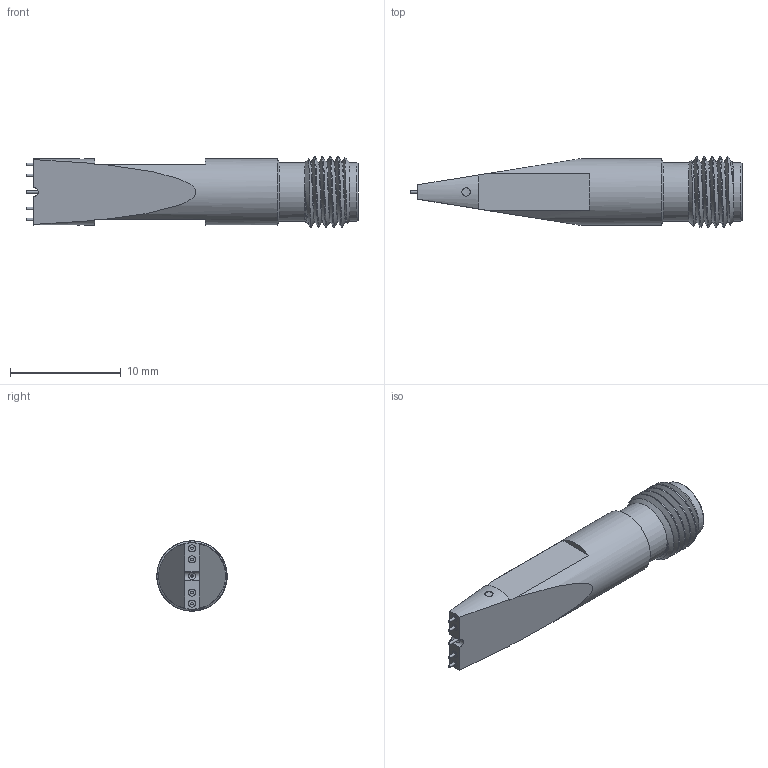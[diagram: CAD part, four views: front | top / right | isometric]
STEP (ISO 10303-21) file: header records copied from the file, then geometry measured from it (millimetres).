
FILE_DESCRIPTION (( 'STEP AP203' ), '1' );
FILE_NAME ('PE2PB1001_3D.step', '2020-09-29T15:14:43', ( '' ), ( '' ), 'SwSTEP 2.0', 'SolidWorks 2018', '' );
FILE_SCHEMA (( 'CONFIG_CONTROL_DESIGN' ));
Length unit declared in the file: inch
Products named in the file (1): PE2PB1001_3D
Bounding box: 30 x 6.35 x 6.35 mm (x, y, z)
Volume: 588.5 mm3; surface area: 703.3 mm2
Topology: 1 solids, 1 shells, 72 faces, 168 edges, 113 vertices
Faces by surface type: plane 39, cylinder 19, cone 9, bspline 5
Full cylindrical faces by diameter (mm): 0.23 x5, 0.94 x1, 1.194 x1, 3.5 x1, 4.572 x1, 5.334 x2, 6 x1
Entity records: 3169 total; most frequent: CARTESIAN_POINT 1607, DIRECTION 298, ORIENTED_EDGE 280, EDGE_CURVE 140, AXIS2_PLACEMENT_3D 122, EDGE_LOOP 106, VERTEX_POINT 104, FACE_OUTER_BOUND 86
